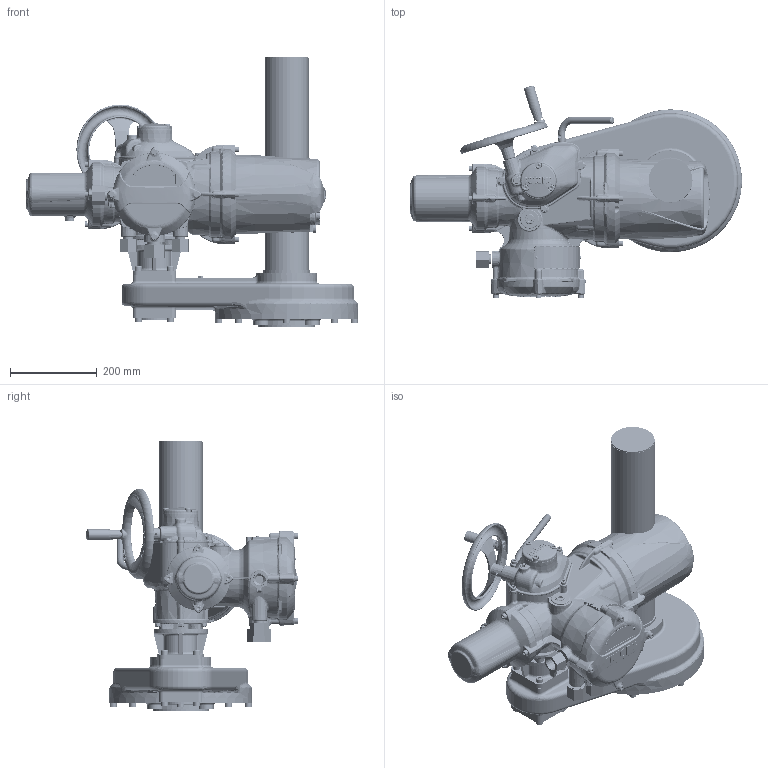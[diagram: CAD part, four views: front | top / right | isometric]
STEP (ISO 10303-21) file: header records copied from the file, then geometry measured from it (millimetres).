
FILE_DESCRIPTION(/* description */ ('Unknown'),/* implementation_level */ '2;1');
FILE_NAME(/* name */ 'II1SHWIS7STD',/* time_stamp */ '2019-04-25T13:53:39+01:00',/* author */ ('Unknown'),/* organization */ ('Unknown'),/* preprocessor_version */ 'ST-DEVELOPER v16.7',/* originating_system */ 'DEX',/* authorisation */ $);
FILE_SCHEMA (('AUTOMOTIVE_DESIGN {1 0 10303 214 3 1 1}'));
Length unit declared in the file: millimetre
Products named in the file (16): II1SHWIS7STD; GB-IS7-GCASE; GB-IS7-CTUBE_500; GB-IS7-OUTFLG_F16; GB-IS7-INFLG_F10; IQ3 10 SHW; II1-01-std; II0-20SHORT-std; II1-05-std; II0-55-std; II1-04SHW-std; II1-02B3B4_F10-std; II1-04CAP-std; II0-20LONG-std; II0-55-ADPIMP4-std; GB-IS7-INDPLATE
Assembly tree (15 placements, depth 3):
  II1SHWIS7STD
    GB-IS7-GCASE
    GB-IS7-CTUBE_500
    GB-IS7-OUTFLG_F16
    GB-IS7-INFLG_F10
    IQ3 10 SHW
      II1-01-std
      II0-20SHORT-std
      II1-05-std
      II0-55-std
      II1-04SHW-std
      II1-02B3B4_F10-std
      II1-04CAP-std
      II0-20LONG-std
    II0-55-ADPIMP4-std
    GB-IS7-INDPLATE
Bounding box: 766.4 x 489.76 x 625 mm (x, y, z)
Volume: 25231317.9 mm3; surface area: 2269125.9 mm2
Topology: 50 solids, 67 shells, 7898 faces, 19870 edges, 12022 vertices
Faces by surface type: bspline 2625, plane 2397, cylinder 1216, torus 780, cone 701, sphere 179
Full cylindrical faces by diameter (mm): 1.152 x2, 3 x10, 4.917 x1, 6 x7, 6.2 x2, 6.45 x13, 6.47 x13, 6.5 x1, 6.647 x2, 7 x5, 7.6 x4, 8 x30, 8.1 x2, 8.2 x1, 8.5 x12, 9.7 x2, 10 x18, 10.5 x16, 11 x4, 11.78 x1, 12.1 x1, 13 x24, 13.25 x4, 15.5 x1, 16 x20, 16.186 x1, 16.5 x1, 16.75 x1, 17 x1, 17.02 x1
Entity records: 347970 total; most frequent: CARTESIAN_POINT 134290, ORIENTED_EDGE 37184, DIRECTION 28161, EDGE_CURVE 18592, AXIS2_PLACEMENT_3D 11714, VERTEX_POINT 11651, FACE_BOUND 8863, EDGE_LOOP 8829
